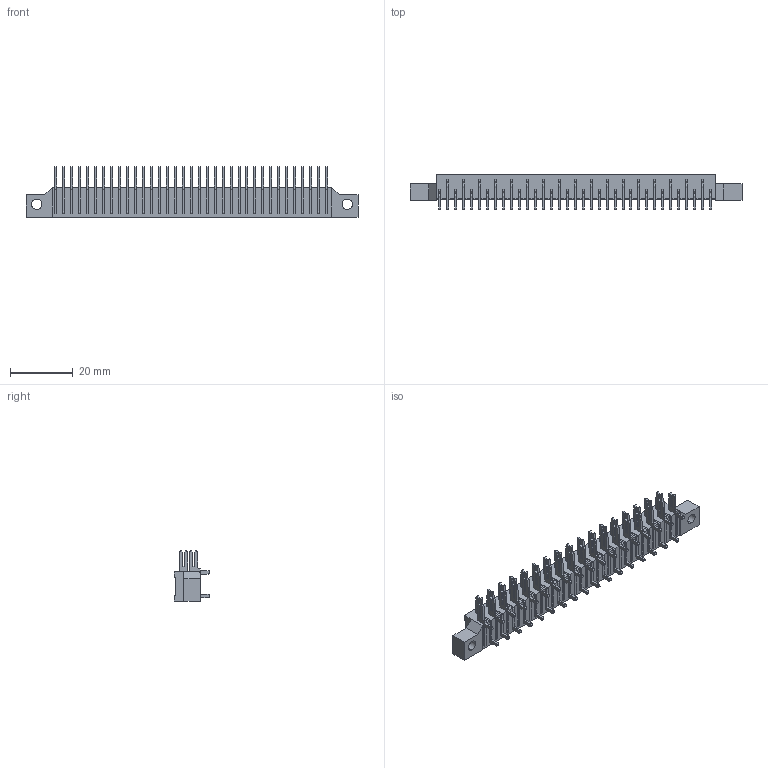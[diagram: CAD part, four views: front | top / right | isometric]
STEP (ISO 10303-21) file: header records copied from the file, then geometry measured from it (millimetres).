
FILE_DESCRIPTION (( 'STEP AP203' ), '1' );
FILE_NAME ('421-035-520-102.STEP', '2019-11-28T19:32:28', ( '' ), ( '' ), 'SwSTEP 2.0', 'SolidWorks 2016', '' );
FILE_SCHEMA (( 'CONFIG_CONTROL_DESIGN' ));
Length unit declared in the file: inch
Products named in the file (4): 421 Part_35; 421-035-520-102; 421-290-002_120; 421-290-001_120
Assembly tree (36 placements, depth 2):
  421-035-520-102
    421 Part_35
    421-290-001_120  x17
    421-290-002_120  x18
Bounding box: 105.92 x 11.38 x 16.05 mm (x, y, z)
Volume: 7404 mm3; surface area: 11931.7 mm2
Topology: 36 solids, 36 shells, 1196 faces, 3350 edges, 2232 vertices
Faces by surface type: plane 976, cylinder 220
Entity records: 11320 total; most frequent: CARTESIAN_POINT 1795, ORIENTED_EDGE 1744, DIRECTION 1668, EDGE_CURVE 872, VECTOR 762, LINE 762, VERTEX_POINT 580, AXIS2_PLACEMENT_3D 453
